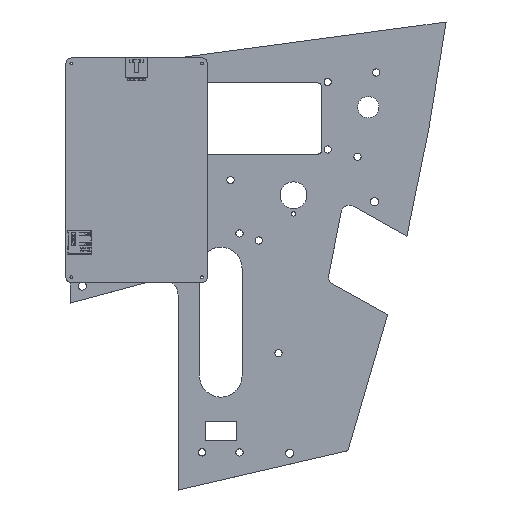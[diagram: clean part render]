
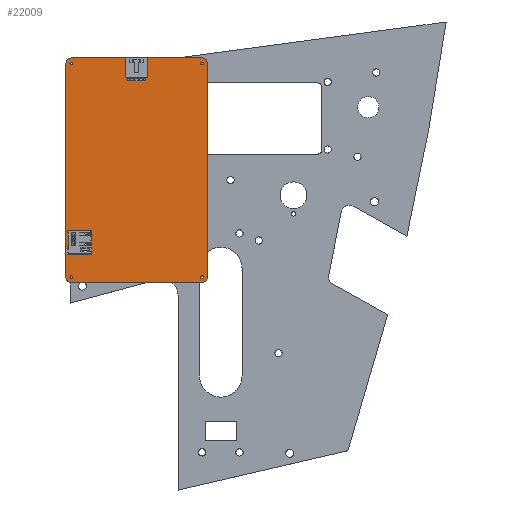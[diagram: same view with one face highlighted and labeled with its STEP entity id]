
A CAD part, top view. The second image highlights one B-rep face of the part: STEP entity #22009.
In plain terms, the highlighted face is planar.
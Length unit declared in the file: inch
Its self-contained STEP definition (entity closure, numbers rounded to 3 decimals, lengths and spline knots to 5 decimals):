
#191=FACE_BOUND('',#2363,.T.);
#192=FACE_BOUND('',#2364,.T.);
#193=FACE_BOUND('',#2365,.T.);
#194=FACE_BOUND('',#2366,.T.);
#366=PLANE('',#23197);
#1217=FACE_OUTER_BOUND('',#2362,.T.);
#2362=EDGE_LOOP('',(#14558,#14559,#14560,#14561,#14562,#14563,#14564,#14565));
#2363=EDGE_LOOP('',(#14566));
#2364=EDGE_LOOP('',(#14567));
#2365=EDGE_LOOP('',(#14568));
#2366=EDGE_LOOP('',(#14569));
#3683=LINE('',#30713,#6253);
#3684=LINE('',#30717,#6254);
#3685=LINE('',#30721,#6255);
#3686=LINE('',#30724,#6256);
#6253=VECTOR('',#24871,39.37008);
#6254=VECTOR('',#24874,39.37008);
#6255=VECTOR('',#24877,39.37008);
#6256=VECTOR('',#24880,39.37008);
#8812=CIRCLE('',#23178,0.0315);
#8814=CIRCLE('',#23181,0.0315);
#8816=CIRCLE('',#23184,0.0315);
#8818=CIRCLE('',#23187,0.0315);
#8827=CIRCLE('',#23198,0.11811);
#8828=CIRCLE('',#23199,0.11811);
#8829=CIRCLE('',#23200,0.11811);
#8830=CIRCLE('',#23201,0.11811);
#9296=VERTEX_POINT('',#30654);
#9298=VERTEX_POINT('',#30660);
#9300=VERTEX_POINT('',#30666);
#9302=VERTEX_POINT('',#30672);
#9319=VERTEX_POINT('',#30709);
#9320=VERTEX_POINT('',#30710);
#9321=VERTEX_POINT('',#30712);
#9322=VERTEX_POINT('',#30714);
#9323=VERTEX_POINT('',#30716);
#9324=VERTEX_POINT('',#30718);
#9325=VERTEX_POINT('',#30720);
#9326=VERTEX_POINT('',#30722);
#11366=EDGE_CURVE('',#9296,#9296,#8812,.T.);
#11369=EDGE_CURVE('',#9298,#9298,#8814,.T.);
#11372=EDGE_CURVE('',#9300,#9300,#8816,.T.);
#11375=EDGE_CURVE('',#9302,#9302,#8818,.T.);
#11392=EDGE_CURVE('',#9319,#9320,#8827,.T.);
#11393=EDGE_CURVE('',#9321,#9319,#3683,.T.);
#11394=EDGE_CURVE('',#9322,#9321,#8828,.T.);
#11395=EDGE_CURVE('',#9323,#9322,#3684,.T.);
#11396=EDGE_CURVE('',#9324,#9323,#8829,.T.);
#11397=EDGE_CURVE('',#9325,#9324,#3685,.T.);
#11398=EDGE_CURVE('',#9326,#9325,#8830,.T.);
#11399=EDGE_CURVE('',#9320,#9326,#3686,.T.);
#14558=ORIENTED_EDGE('',*,*,#11392,.F.);
#14559=ORIENTED_EDGE('',*,*,#11393,.F.);
#14560=ORIENTED_EDGE('',*,*,#11394,.F.);
#14561=ORIENTED_EDGE('',*,*,#11395,.F.);
#14562=ORIENTED_EDGE('',*,*,#11396,.F.);
#14563=ORIENTED_EDGE('',*,*,#11397,.F.);
#14564=ORIENTED_EDGE('',*,*,#11398,.F.);
#14565=ORIENTED_EDGE('',*,*,#11399,.F.);
#14566=ORIENTED_EDGE('',*,*,#11372,.T.);
#14567=ORIENTED_EDGE('',*,*,#11366,.T.);
#14568=ORIENTED_EDGE('',*,*,#11369,.T.);
#14569=ORIENTED_EDGE('',*,*,#11375,.T.);
#22009=ADVANCED_FACE('',(#1217,#191,#192,#193,#194),#366,.T.);
#23178=AXIS2_PLACEMENT_3D('',#30656,#24818,#24819);
#23181=AXIS2_PLACEMENT_3D('',#30662,#24825,#24826);
#23184=AXIS2_PLACEMENT_3D('',#30668,#24832,#24833);
#23187=AXIS2_PLACEMENT_3D('',#30674,#24839,#24840);
#23197=AXIS2_PLACEMENT_3D('',#30708,#24867,#24868);
#23198=AXIS2_PLACEMENT_3D('',#30711,#24869,#24870);
#23199=AXIS2_PLACEMENT_3D('',#30715,#24872,#24873);
#23200=AXIS2_PLACEMENT_3D('',#30719,#24875,#24876);
#23201=AXIS2_PLACEMENT_3D('',#30723,#24878,#24879);
#24818=DIRECTION('center_axis',(0.,1.,0.));
#24819=DIRECTION('ref_axis',(0.,0.,1.));
#24825=DIRECTION('center_axis',(0.,1.,0.));
#24826=DIRECTION('ref_axis',(0.,0.,1.));
#24832=DIRECTION('center_axis',(0.,1.,0.));
#24833=DIRECTION('ref_axis',(0.,0.,1.));
#24839=DIRECTION('center_axis',(0.,1.,0.));
#24840=DIRECTION('ref_axis',(0.,0.,1.));
#24867=DIRECTION('center_axis',(0.,-1.,0.));
#24868=DIRECTION('ref_axis',(0.,0.,-1.));
#24869=DIRECTION('center_axis',(0.,1.,0.));
#24870=DIRECTION('ref_axis',(0.,0.,-1.));
#24871=DIRECTION('',(0.,0.,1.));
#24872=DIRECTION('center_axis',(0.,1.,0.));
#24873=DIRECTION('ref_axis',(0.,0.,1.));
#24874=DIRECTION('',(-1.,0.,0.));
#24875=DIRECTION('center_axis',(0.,1.,0.));
#24876=DIRECTION('ref_axis',(0.,0.,1.));
#24877=DIRECTION('',(0.,0.,-1.));
#24878=DIRECTION('center_axis',(0.,1.,0.));
#24879=DIRECTION('ref_axis',(0.,0.,1.));
#24880=DIRECTION('',(1.,0.,0.));
#30654=CARTESIAN_POINT('',(5.03046,2.77708,5.26641));
#30656=CARTESIAN_POINT('Origin',(5.03046,2.77708,5.23491));
#30660=CARTESIAN_POINT('',(0.02652,2.77708,5.26641));
#30662=CARTESIAN_POINT('Origin',(0.02652,2.77708,5.23491));
#30666=CARTESIAN_POINT('',(5.03046,2.77708,2.21129));
#30668=CARTESIAN_POINT('Origin',(5.03046,2.77708,2.17979));
#30672=CARTESIAN_POINT('',(0.02652,2.77708,2.21129));
#30674=CARTESIAN_POINT('Origin',(0.02652,2.77708,2.17979));
#30708=CARTESIAN_POINT('Origin',(0.01865,2.77708,5.24279));
#30709=CARTESIAN_POINT('',(-0.09946,2.77708,5.24279));
#30710=CARTESIAN_POINT('',(0.01865,2.77708,5.3609));
#30711=CARTESIAN_POINT('Origin',(0.01865,2.77708,5.24279));
#30712=CARTESIAN_POINT('',(-0.09946,2.77708,2.17192));
#30713=CARTESIAN_POINT('',(-0.09946,2.77708,5.24279));
#30714=CARTESIAN_POINT('',(0.01865,2.77708,2.05381));
#30715=CARTESIAN_POINT('Origin',(0.01865,2.77708,2.17192));
#30716=CARTESIAN_POINT('',(5.03833,2.77708,2.05381));
#30717=CARTESIAN_POINT('',(5.03833,2.77708,2.05381));
#30718=CARTESIAN_POINT('',(5.15644,2.77708,2.17192));
#30719=CARTESIAN_POINT('Origin',(5.03833,2.77708,2.17192));
#30720=CARTESIAN_POINT('',(5.15644,2.77708,5.24279));
#30721=CARTESIAN_POINT('',(5.15644,2.77708,5.24279));
#30722=CARTESIAN_POINT('',(5.03833,2.77708,5.3609));
#30723=CARTESIAN_POINT('Origin',(5.03833,2.77708,5.24279));
#30724=CARTESIAN_POINT('',(5.03833,2.77708,5.3609));
